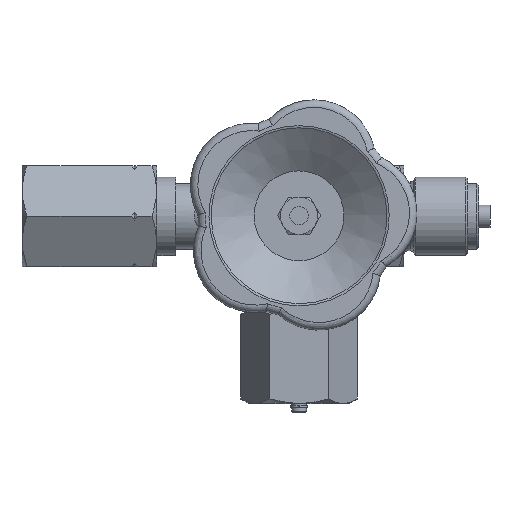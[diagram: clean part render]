
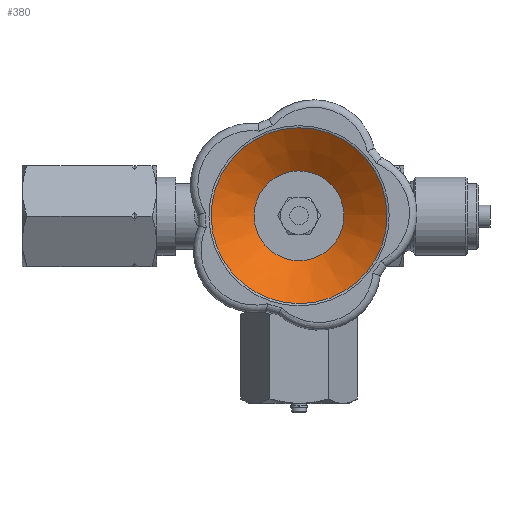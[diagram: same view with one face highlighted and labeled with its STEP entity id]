
A CAD part, top view. The second image highlights one B-rep face of the part: STEP entity #380.
In plain terms, the highlighted conical face has half-angle 54.118 degrees and reference radius 12 mm.
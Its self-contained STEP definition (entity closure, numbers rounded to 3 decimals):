
#380 = ADVANCED_FACE( '', ( #933, #934 ), #935, .F. );
#933 = FACE_OUTER_BOUND( '', #1698, .T. );
#934 = FACE_BOUND( '', #1699, .T. );
#935 = CONICAL_SURFACE( '', #1700, 12., 0.945 );
#1698 = EDGE_LOOP( '', ( #2730 ) );
#1699 = EDGE_LOOP( '', ( #2731 ) );
#1700 = AXIS2_PLACEMENT_3D( '', #2732, #2733, #2734 );
#2730 = ORIENTED_EDGE( '', *, *, #4136, .T. );
#2731 = ORIENTED_EDGE( '', *, *, #4194, .T. );
#2732 = CARTESIAN_POINT( '', ( -23., 0., 84.844 ) );
#2733 = DIRECTION( '', ( 0., 0., 1. ) );
#2734 = DIRECTION( '', ( -0.936, -0.353, 0. ) );
#4136 = EDGE_CURVE( '', #4905, #4905, #4906, .T. );
#4194 = EDGE_CURVE( '', #4999, #4999, #5000, .T. );
#4905 = VERTEX_POINT( '', #6530 );
#4906 = CIRCLE( '', #6531, 23.488 );
#4999 = VERTEX_POINT( '', #6706 );
#5000 = CIRCLE( '', #6707, 12. );
#6530 = CARTESIAN_POINT( '', ( -1.024, 8.291, 93.154 ) );
#6531 = AXIS2_PLACEMENT_3D( '', #8437, #8438, #8439 );
#6706 = CARTESIAN_POINT( '', ( -11.772, 4.236, 84.844 ) );
#6707 = AXIS2_PLACEMENT_3D( '', #8513, #8514, #8515 );
#8437 = CARTESIAN_POINT( '', ( -23., 0., 93.154 ) );
#8438 = DIRECTION( '', ( 0., 0., 1. ) );
#8439 = DIRECTION( '', ( 0.936, 0.353, 0. ) );
#8513 = CARTESIAN_POINT( '', ( -23., 0., 84.844 ) );
#8514 = DIRECTION( '', ( 0., 0., -1. ) );
#8515 = DIRECTION( '', ( 0.936, 0.353, 0. ) );
